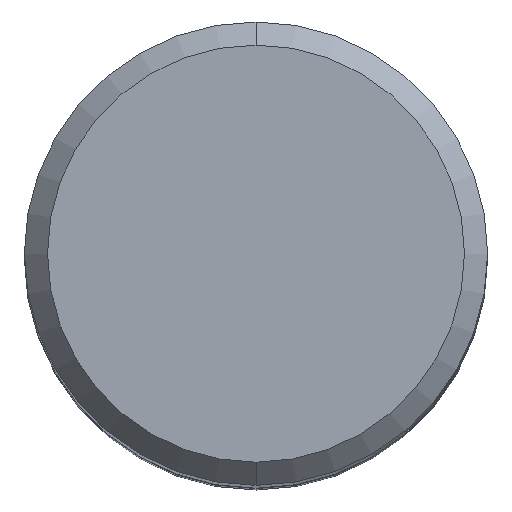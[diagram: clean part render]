
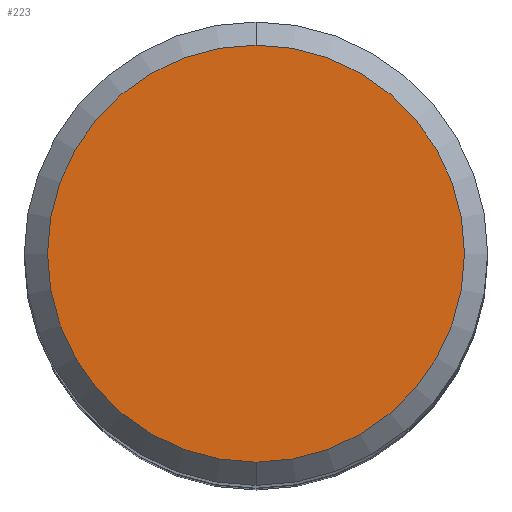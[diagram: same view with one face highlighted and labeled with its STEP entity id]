
A CAD part, top view. The second image highlights one B-rep face of the part: STEP entity #223.
In plain terms, the highlighted planar face has unit normal (0, 0, 1).
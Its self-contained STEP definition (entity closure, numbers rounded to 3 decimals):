
#223=ADVANCED_FACE('',(#557),#558,.T.);
#231=EDGE_CURVE('',#399,#459,#566,.T.);
#381=EDGE_CURVE('',#459,#399,#729,.T.);
#399=VERTEX_POINT('',#750);
#459=VERTEX_POINT('',#820);
#557=FACE_OUTER_BOUND('',#978,.T.);
#558=PLANE('',#979);
#566=CIRCLE('',#992,9.0);
#729=CIRCLE('',#1416,9.0);
#750=CARTESIAN_POINT('',(0.0,9.0,0.0));
#820=CARTESIAN_POINT('',(0.,-9.0,0.0));
#978=EDGE_LOOP('',(#1749,#1750));
#979=AXIS2_PLACEMENT_3D('',#1751,#1752,#1753);
#992=AXIS2_PLACEMENT_3D('',#1756,#1757,#1758);
#1416=AXIS2_PLACEMENT_3D('',#1930,#1931,#1932);
#1749=ORIENTED_EDGE('',*,*,#231,.F.);
#1750=ORIENTED_EDGE('',*,*,#381,.F.);
#1751=CARTESIAN_POINT('',(0.0,4.5,0.0));
#1752=DIRECTION('',(-0.0,0.0,1.0));
#1753=DIRECTION('',(0.0,-1.0,0.0));
#1756=CARTESIAN_POINT('',(0.0,0.0,0.0));
#1757=DIRECTION('',(0.0,0.0,-1.0));
#1758=DIRECTION('',(0.0,1.0,0.0));
#1930=CARTESIAN_POINT('',(0.0,0.0,0.0));
#1931=DIRECTION('',(0.0,0.0,-1.0));
#1932=DIRECTION('',(0.0,1.0,0.0));
